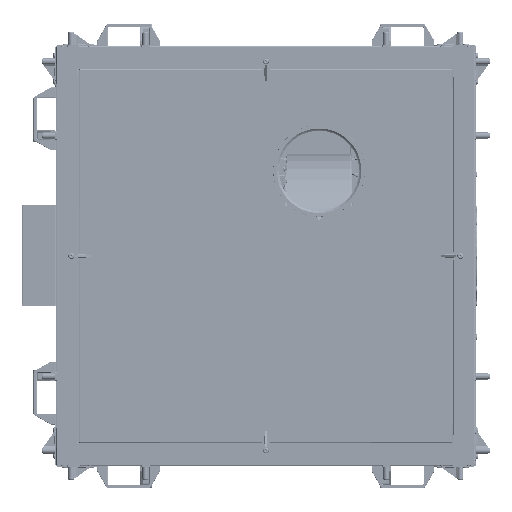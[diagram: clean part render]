
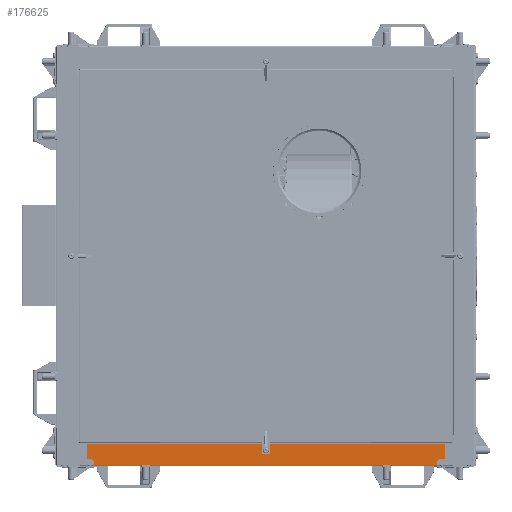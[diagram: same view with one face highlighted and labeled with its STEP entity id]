
A CAD part, left-side view. The second image highlights one B-rep face of the part: STEP entity #176625.
In plain terms, the highlighted planar face has unit normal (-1, 0, 0).
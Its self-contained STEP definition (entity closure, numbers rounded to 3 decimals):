
#9943=PLANE('',#190602);
#17988=FACE_OUTER_BOUND('',#28652,.T.);
#28652=EDGE_LOOP('',(#138524,#138525,#138526,#138527,#138528,#138529,#138530,
#138531,#138532,#138533,#138534,#138535,#138536,#138537,#138538,#138539,
#138540,#138541,#138542));
#42791=LINE('',#289090,#57793);
#42795=LINE('',#289097,#57797);
#42809=LINE('',#289176,#57811);
#42814=LINE('',#289211,#57816);
#42858=LINE('',#289320,#57860);
#42859=LINE('',#289325,#57861);
#42860=LINE('',#289327,#57862);
#42861=LINE('',#289328,#57863);
#42862=LINE('',#289330,#57864);
#42863=LINE('',#289332,#57865);
#42864=LINE('',#289334,#57866);
#42865=LINE('',#289336,#57867);
#42866=LINE('',#289338,#57868);
#42867=LINE('',#289340,#57869);
#42868=LINE('',#289342,#57870);
#42869=LINE('',#289344,#57871);
#42870=LINE('',#289346,#57872);
#42871=LINE('',#289348,#57873);
#42872=LINE('',#289349,#57874);
#57793=VECTOR('',#227128,10.);
#57797=VECTOR('',#227134,10.);
#57811=VECTOR('',#227170,10.);
#57816=VECTOR('',#227179,10.);
#57860=VECTOR('',#227295,10.);
#57861=VECTOR('',#227300,10.);
#57862=VECTOR('',#227301,10.);
#57863=VECTOR('',#227302,10.);
#57864=VECTOR('',#227303,10.);
#57865=VECTOR('',#227304,10.);
#57866=VECTOR('',#227305,10.);
#57867=VECTOR('',#227306,10.);
#57868=VECTOR('',#227307,10.);
#57869=VECTOR('',#227308,10.);
#57870=VECTOR('',#227309,10.);
#57871=VECTOR('',#227310,10.);
#57872=VECTOR('',#227311,10.);
#57873=VECTOR('',#227312,10.);
#57874=VECTOR('',#227313,10.);
#79919=VERTEX_POINT('',#289087);
#79920=VERTEX_POINT('',#289089);
#79922=VERTEX_POINT('',#289095);
#79931=VERTEX_POINT('',#289175);
#79935=VERTEX_POINT('',#289210);
#79964=VERTEX_POINT('',#289319);
#79965=VERTEX_POINT('',#289323);
#79966=VERTEX_POINT('',#289324);
#79967=VERTEX_POINT('',#289326);
#79968=VERTEX_POINT('',#289329);
#79969=VERTEX_POINT('',#289331);
#79970=VERTEX_POINT('',#289333);
#79971=VERTEX_POINT('',#289335);
#79972=VERTEX_POINT('',#289337);
#79973=VERTEX_POINT('',#289339);
#79974=VERTEX_POINT('',#289341);
#79975=VERTEX_POINT('',#289343);
#79976=VERTEX_POINT('',#289345);
#79977=VERTEX_POINT('',#289347);
#100814=EDGE_CURVE('',#79920,#79919,#42791,.T.);
#100818=EDGE_CURVE('',#79919,#79922,#42795,.T.);
#100839=EDGE_CURVE('',#79922,#79931,#42809,.T.);
#100846=EDGE_CURVE('',#79935,#79920,#42814,.T.);
#100901=EDGE_CURVE('',#79935,#79964,#42858,.T.);
#100903=EDGE_CURVE('',#79965,#79966,#42859,.T.);
#100904=EDGE_CURVE('',#79966,#79967,#42860,.T.);
#100905=EDGE_CURVE('',#79964,#79967,#42861,.T.);
#100906=EDGE_CURVE('',#79968,#79931,#42862,.T.);
#100907=EDGE_CURVE('',#79968,#79969,#42863,.T.);
#100908=EDGE_CURVE('',#79969,#79970,#42864,.T.);
#100909=EDGE_CURVE('',#79970,#79971,#42865,.T.);
#100910=EDGE_CURVE('',#79971,#79972,#42866,.T.);
#100911=EDGE_CURVE('',#79972,#79973,#42867,.T.);
#100912=EDGE_CURVE('',#79973,#79974,#42868,.T.);
#100913=EDGE_CURVE('',#79974,#79975,#42869,.T.);
#100914=EDGE_CURVE('',#79975,#79976,#42870,.T.);
#100915=EDGE_CURVE('',#79976,#79977,#42871,.T.);
#100916=EDGE_CURVE('',#79977,#79965,#42872,.T.);
#138524=ORIENTED_EDGE('',*,*,#100903,.T.);
#138525=ORIENTED_EDGE('',*,*,#100904,.T.);
#138526=ORIENTED_EDGE('',*,*,#100905,.F.);
#138527=ORIENTED_EDGE('',*,*,#100901,.F.);
#138528=ORIENTED_EDGE('',*,*,#100846,.T.);
#138529=ORIENTED_EDGE('',*,*,#100814,.T.);
#138530=ORIENTED_EDGE('',*,*,#100818,.T.);
#138531=ORIENTED_EDGE('',*,*,#100839,.T.);
#138532=ORIENTED_EDGE('',*,*,#100906,.F.);
#138533=ORIENTED_EDGE('',*,*,#100907,.T.);
#138534=ORIENTED_EDGE('',*,*,#100908,.T.);
#138535=ORIENTED_EDGE('',*,*,#100909,.T.);
#138536=ORIENTED_EDGE('',*,*,#100910,.T.);
#138537=ORIENTED_EDGE('',*,*,#100911,.T.);
#138538=ORIENTED_EDGE('',*,*,#100912,.T.);
#138539=ORIENTED_EDGE('',*,*,#100913,.T.);
#138540=ORIENTED_EDGE('',*,*,#100914,.T.);
#138541=ORIENTED_EDGE('',*,*,#100915,.T.);
#138542=ORIENTED_EDGE('',*,*,#100916,.T.);
#176625=ADVANCED_FACE('',(#17988),#9943,.T.);
#190602=AXIS2_PLACEMENT_3D('',#289322,#227298,#227299);
#227128=DIRECTION('',(0.,-0.707,-0.707));
#227134=DIRECTION('',(0.,0.,-1.));
#227170=DIRECTION('',(0.,0.,-1.));
#227179=DIRECTION('',(0.,-1.,0.));
#227295=DIRECTION('',(0.,0.,1.));
#227298=DIRECTION('center_axis',(-1.,0.,0.));
#227299=DIRECTION('ref_axis',(0.,0.,
1.));
#227300=DIRECTION('',(0.,0.,1.));
#227301=DIRECTION('',(0.,1.,0.));
#227302=DIRECTION('',(0.,0.,1.));
#227303=DIRECTION('',(0.,1.,0.));
#227304=DIRECTION('',(0.,0.,1.));
#227305=DIRECTION('',(0.,0.,1.));
#227306=DIRECTION('',(0.,-0.707,0.707));
#227307=DIRECTION('',(0.,-1.,0.));
#227308=DIRECTION('',(0.,0.,1.));
#227309=DIRECTION('',(0.,1.,0.));
#227310=DIRECTION('',(0.,0.,-1.));
#227311=DIRECTION('',(0.,0.707,-0.707));
#227312=DIRECTION('',(0.,1.,0.));
#227313=DIRECTION('',(0.,0.707,0.707));
#289087=CARTESIAN_POINT('',(-25.,-63.75,-913.3));
#289089=CARTESIAN_POINT('',(-25.,-57.75,-907.3));
#289090=CARTESIAN_POINT('',(-25.,-272.112,-1121.662));
#289095=CARTESIAN_POINT('',(-25.,-63.75,-920.425));
#289097=CARTESIAN_POINT('',(-25.,-63.75,-920.487));
#289175=CARTESIAN_POINT('',(-25.,-63.75,-920.55));
#289176=CARTESIAN_POINT('',(-25.,-63.75,-920.487));
#289210=CARTESIAN_POINT('',(-25.,-45.95,-907.3));
#289211=CARTESIAN_POINT('',(-25.,-442.792,-907.3));
#289319=CARTESIAN_POINT('',(-25.,-45.95,-871.688));
#289320=CARTESIAN_POINT('',(-25.,-45.95,-920.55));
#289322=CARTESIAN_POINT('Origin',(-25.,-895.95,-920.55));
#289323=CARTESIAN_POINT('',(-25.,-461.,-894.05));
#289324=CARTESIAN_POINT('',(-25.,-461.,-871.55));
#289325=CARTESIAN_POINT('',(-25.,-461.,-908.3));
#289326=CARTESIAN_POINT('',(-25.,-45.95,-871.55));
#289327=CARTESIAN_POINT('',(-25.,-895.95,-871.55));
#289328=CARTESIAN_POINT('',(-25.,-45.95,-920.55));
#289329=CARTESIAN_POINT('',(-25.,-878.15,-920.55));
#289330=CARTESIAN_POINT('',(-25.,-895.95,-920.55));
#289331=CARTESIAN_POINT('',(-25.,-878.15,-920.425));
#289332=CARTESIAN_POINT('',(-25.,-878.15,-920.487));
#289333=CARTESIAN_POINT('',(-25.,-878.15,-913.3));
#289334=CARTESIAN_POINT('',(-25.,-878.15,-920.487));
#289335=CARTESIAN_POINT('',(-25.,-884.15,-907.3));
#289336=CARTESIAN_POINT('',(-25.,-882.287,-909.162));
#289337=CARTESIAN_POINT('',(-25.,-895.95,-907.3));
#289338=CARTESIAN_POINT('',(-25.,-887.05,-907.3));
#289339=CARTESIAN_POINT('',(-25.,-895.95,-871.55));
#289340=CARTESIAN_POINT('',(-25.,-895.95,-920.55));
#289341=CARTESIAN_POINT('',(-25.,-481.,-871.55));
#289342=CARTESIAN_POINT('',(-25.,-895.95,-871.55));
#289343=CARTESIAN_POINT('',(-25.,-481.,-894.05));
#289344=CARTESIAN_POINT('',(-25.,-481.,-880.8));
#289345=CARTESIAN_POINT('',(-25.,-479.,-896.05));
#289346=CARTESIAN_POINT('',(-25.,-577.612,-797.437));
#289347=CARTESIAN_POINT('',(-25.,-463.,-896.05));
#289348=CARTESIAN_POINT('',(-25.,-688.475,-896.05));
#289349=CARTESIAN_POINT('',(-25.,-576.862,-1009.913));
